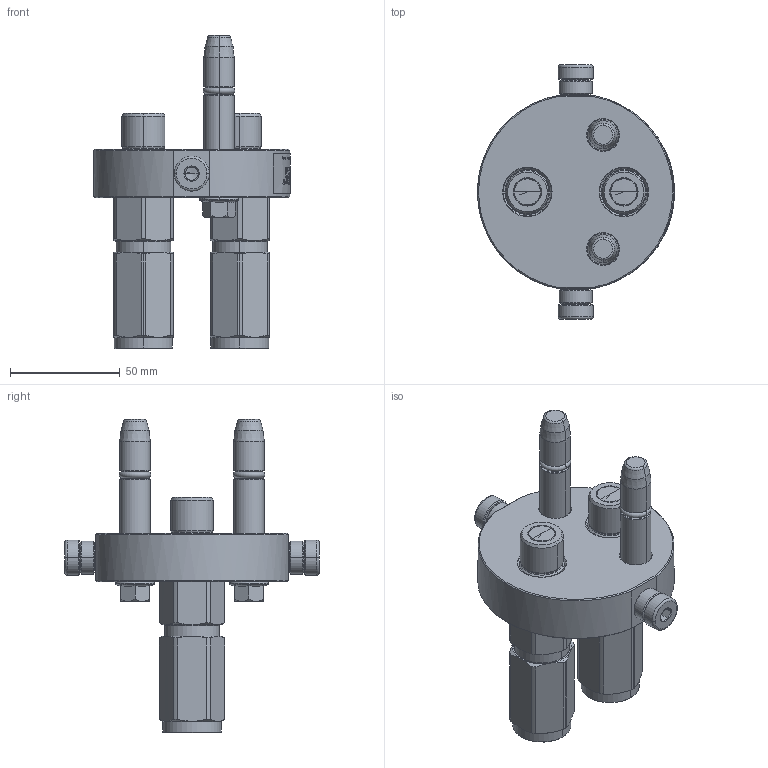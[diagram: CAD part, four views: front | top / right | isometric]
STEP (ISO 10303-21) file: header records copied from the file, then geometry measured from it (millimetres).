
FILE_DESCRIPTION (( 'STEP AP214' ), '1' );
FILE_NAME ('FASTER.step', '2021-10-04T07:04:38', ( '' ), ( '' ), 'SwSTEP 2.0', 'SolidWorks 2017', '' );
FILE_SCHEMA (( 'AUTOMOTIVE_DESIGN' ));
Length unit declared in the file: millimetre
Products named in the file (11): 3ffnp38_gas_m; 1540_080_0008_000; 4830_028_1000_002; et002_tonda; or2_62x9_19_m; 4830_021_0000_000; 4830_013_3000_020; P206_M_BASE; 4820_010_0000_000; FASTER
Assembly tree (16 placements, depth 3):
  FASTER
    P206_M_BASE
      4820_010_0000_000
      4830_021_0000_000  x2
      1540_080_0008_000  x2
      4830_013_3000_020  x2
      4830_028_1000_002  x2
      or2_62x9_19_m  x2
    3ffnp38_gas_m  x2
      3ffnp38_gas_m
    et002_tonda
Bounding box: 89.77 x 116 x 142.8 mm (x, y, z)
Volume: 1875.4 mm3; surface area: 68349.4 mm2
Topology: 5 solids, 38 shells, 1474 faces, 4086 edges, 2694 vertices
Faces by surface type: plane 604, bspline 287, cylinder 275, cone 232, torus 76
Entity records: 44461 total; most frequent: CARTESIAN_POINT 16097, ORIENTED_EDGE 6190, DIRECTION 4664, EDGE_CURVE 3209, VERTEX_POINT 2121, VECTOR 1778, LINE 1778, AXIS2_PLACEMENT_3D 1443
